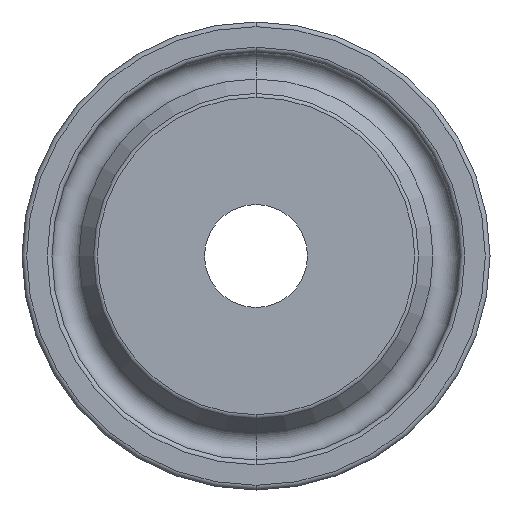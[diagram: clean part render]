
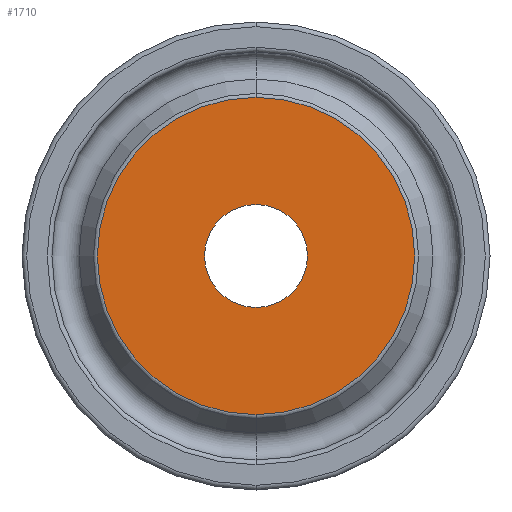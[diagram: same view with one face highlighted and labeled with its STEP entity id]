
A CAD part, front view. The second image highlights one B-rep face of the part: STEP entity #1710.
In plain terms, the highlighted planar face has unit normal (0, -1, 0).
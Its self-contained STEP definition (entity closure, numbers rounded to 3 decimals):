
#27 = AXIS2_PLACEMENT_3D ( 'NONE', #1690, #1258, #1406 ) ;
#68 = DIRECTION ( 'NONE',  ( 0., -1., 0. ) ) ;
#124 = DIRECTION ( 'NONE',  ( 0., -1., 0. ) ) ;
#206 = AXIS2_PLACEMENT_3D ( 'NONE', #1274, #1296, #1429 ) ;
#278 = EDGE_CURVE ( 'NONE', #1769, #1611, #1643, .T. ) ;
#327 = CARTESIAN_POINT ( 'NONE',  ( 0., 0.8, 0. ) ) ;
#336 = AXIS2_PLACEMENT_3D ( 'NONE', #327, #723, #1694 ) ;
#390 = EDGE_LOOP ( 'NONE', ( #740, #1457 ) ) ;
#393 = AXIS2_PLACEMENT_3D ( 'NONE', #742, #68, #607 ) ;
#396 = CARTESIAN_POINT ( 'NONE',  ( 3.95, 0.8, 0. ) ) ;
#397 = EDGE_CURVE ( 'NONE', #558, #826, #1170, .T. ) ;
#558 = VERTEX_POINT ( 'NONE', #1754 ) ;
#559 = EDGE_CURVE ( 'NONE', #826, #558, #1292, .T. ) ;
#582 = CARTESIAN_POINT ( 'NONE',  ( 0., 0.8, 2.75 ) ) ;
#607 = DIRECTION ( 'NONE',  ( 0., 0., -1. ) ) ;
#723 = DIRECTION ( 'NONE',  ( 0., -1., 0. ) ) ;
#740 = ORIENTED_EDGE ( 'NONE', *, *, #1236, .F. ) ;
#742 = CARTESIAN_POINT ( 'NONE',  ( 0., 0.8, 0. ) ) ;
#774 = FACE_OUTER_BOUND ( 'NONE', #1087, .T. ) ;
#826 = VERTEX_POINT ( 'NONE', #859 ) ;
#859 = CARTESIAN_POINT ( 'NONE',  ( 0., 0.8, -8.475 ) ) ;
#905 = AXIS2_PLACEMENT_3D ( 'NONE', #396, #124, #1642 ) ;
#928 = FACE_BOUND ( 'NONE', #390, .T. ) ;
#955 = ORIENTED_EDGE ( 'NONE', *, *, #559, .T. ) ;
#1087 = EDGE_LOOP ( 'NONE', ( #955, #1547 ) ) ;
#1170 = CIRCLE ( 'NONE', #336, 8.475 ) ;
#1236 = EDGE_CURVE ( 'NONE', #1611, #1769, #1346, .T. ) ;
#1258 = DIRECTION ( 'NONE',  ( 0., -1., 0. ) ) ;
#1274 = CARTESIAN_POINT ( 'NONE',  ( 0., 0.8, 0. ) ) ;
#1292 = CIRCLE ( 'NONE', #393, 8.475 ) ;
#1296 = DIRECTION ( 'NONE',  ( 0., -1., 0. ) ) ;
#1346 = CIRCLE ( 'NONE', #27, 2.75 ) ;
#1406 = DIRECTION ( 'NONE',  ( 0., 0., -1. ) ) ;
#1429 = DIRECTION ( 'NONE',  ( 0., 0., -1. ) ) ;
#1457 = ORIENTED_EDGE ( 'NONE', *, *, #278, .F. ) ;
#1527 = CARTESIAN_POINT ( 'NONE',  ( 0., 0.8, -2.75 ) ) ;
#1547 = ORIENTED_EDGE ( 'NONE', *, *, #397, .T. ) ;
#1611 = VERTEX_POINT ( 'NONE', #1527 ) ;
#1631 = PLANE ( 'NONE',  #905 ) ;
#1642 = DIRECTION ( 'NONE',  ( 0., 0., -1. ) ) ;
#1643 = CIRCLE ( 'NONE', #206, 2.75 ) ;
#1690 = CARTESIAN_POINT ( 'NONE',  ( 0., 0.8, 0. ) ) ;
#1694 = DIRECTION ( 'NONE',  ( 0., 0., -1. ) ) ;
#1710 = ADVANCED_FACE ( 'NONE', ( #774, #928 ), #1631, .T. ) ;
#1754 = CARTESIAN_POINT ( 'NONE',  ( 0., 0.8, 8.475 ) ) ;
#1769 = VERTEX_POINT ( 'NONE', #582 ) ;
